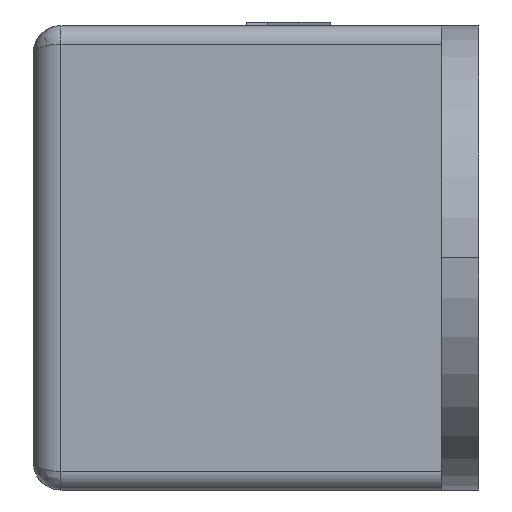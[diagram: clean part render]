
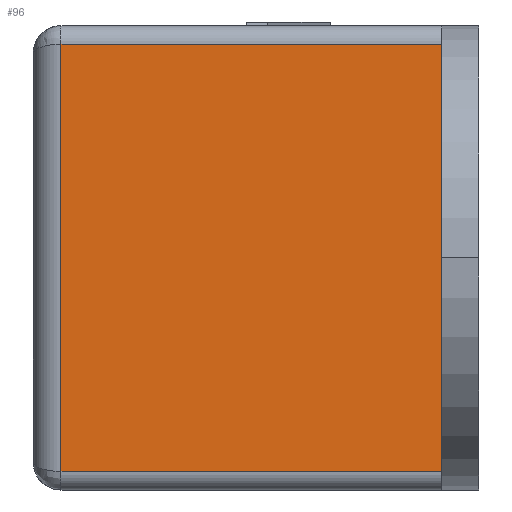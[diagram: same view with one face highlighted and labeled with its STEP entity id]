
A CAD part, left-side view. The second image highlights one B-rep face of the part: STEP entity #96.
In plain terms, the highlighted planar face has unit normal (-1, 0, 0).
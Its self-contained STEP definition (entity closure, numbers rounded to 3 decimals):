
#96 = ADVANCED_FACE( '', ( #378 ), #379, .T. );
#378 = FACE_OUTER_BOUND( '', #1134, .T. );
#379 = PLANE( '', #1135 );
#1134 = EDGE_LOOP( '', ( #2134, #2135, #2136, #2137 ) );
#1135 = AXIS2_PLACEMENT_3D( '', #2138, #2139, #2140 );
#2134 = ORIENTED_EDGE( '', *, *, #3874, .T. );
#2135 = ORIENTED_EDGE( '', *, *, #3842, .T. );
#2136 = ORIENTED_EDGE( '', *, *, #3875, .T. );
#2137 = ORIENTED_EDGE( '', *, *, #3876, .T. );
#2138 = CARTESIAN_POINT( '', ( -14.5, 24., -12.5 ) );
#2139 = DIRECTION( '', ( -1., 0., 0. ) );
#2140 = DIRECTION( '', ( 0., 1., 0. ) );
#3842 = EDGE_CURVE( '', #4597, #4602, #4604, .F. );
#3874 = EDGE_CURVE( '', #4659, #4597, #4660, .F. );
#3875 = EDGE_CURVE( '', #4602, #4661, #4662, .T. );
#3876 = EDGE_CURVE( '', #4661, #4659, #4663, .T. );
#4597 = VERTEX_POINT( '', #5723 );
#4602 = VERTEX_POINT( '', #5729 );
#4604 = LINE( '', #5731, #5732 );
#4659 = VERTEX_POINT( '', #5809 );
#4660 = LINE( '', #5810, #5811 );
#4661 = VERTEX_POINT( '', #5812 );
#4662 = LINE( '', #5813, #5814 );
#4663 = LINE( '', #5815, #5816 );
#5723 = CARTESIAN_POINT( '', ( -14.5, 22.5, 11.5 ) );
#5729 = CARTESIAN_POINT( '', ( -14.5, 22.5, -11.5 ) );
#5731 = CARTESIAN_POINT( '', ( -14.5, 22.5, -12.5 ) );
#5732 = VECTOR( '', #6802, 1000. );
#5809 = CARTESIAN_POINT( '', ( -14.5, 2., 11.5 ) );
#5810 = CARTESIAN_POINT( '', ( -14.5, 24., 11.5 ) );
#5811 = VECTOR( '', #6852, 1000. );
#5812 = CARTESIAN_POINT( '', ( -14.5, 2., -11.5 ) );
#5813 = CARTESIAN_POINT( '', ( -14.5, 24., -11.5 ) );
#5814 = VECTOR( '', #6853, 1000. );
#5815 = CARTESIAN_POINT( '', ( -14.5, 2., -12.5 ) );
#5816 = VECTOR( '', #6854, 1000. );
#6802 = DIRECTION( '', ( 0., 0., 1. ) );
#6852 = DIRECTION( '', ( 0., -1., 0. ) );
#6853 = DIRECTION( '', ( 0., -1., 0. ) );
#6854 = DIRECTION( '', ( 0., 0., 1. ) );
